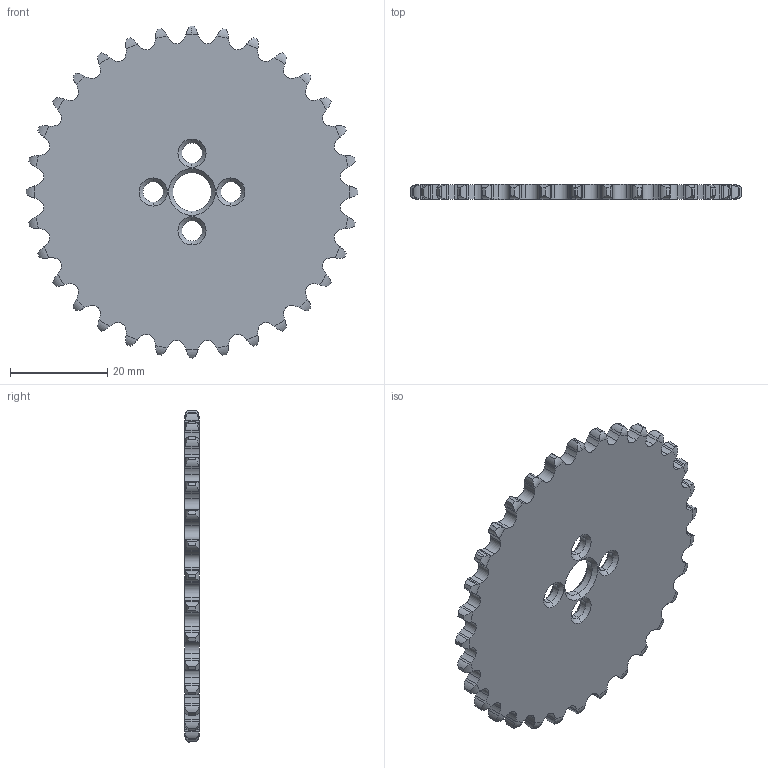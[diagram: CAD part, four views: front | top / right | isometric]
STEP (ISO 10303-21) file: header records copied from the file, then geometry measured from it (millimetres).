
FILE_DESCRIPTION (( 'STEP AP214' ), '1' );
FILE_NAME ('A025032.STEP', '2025-09-11T13:14:27', ( '' ), ( '' ), 'SwSTEP 2.0', 'SolidWorks 2025', '' );
FILE_SCHEMA (( 'AUTOMOTIVE_DESIGN' ));
Length unit declared in the file: millimetre
Products named in the file (1): A025032
Bounding box: 68.34 x 3 x 68.34 mm (x, y, z)
Volume: 9362.8 mm3; surface area: 7373.4 mm2
Topology: 1 solids, 1 shells, 373 faces, 1091 edges, 720 vertices
Faces by surface type: cylinder 221, torus 66, plane 66, cone 20
Entity records: 17373 total; most frequent: CARTESIAN_POINT 3745, ORIENTED_EDGE 2182, DIRECTION 1833, EDGE_CURVE 1091, AXIS2_PLACEMENT_3D 764, VERTEX_POINT 720, B_SPLINE_CURVE_WITH_KNOTS 396, CIRCLE 390
